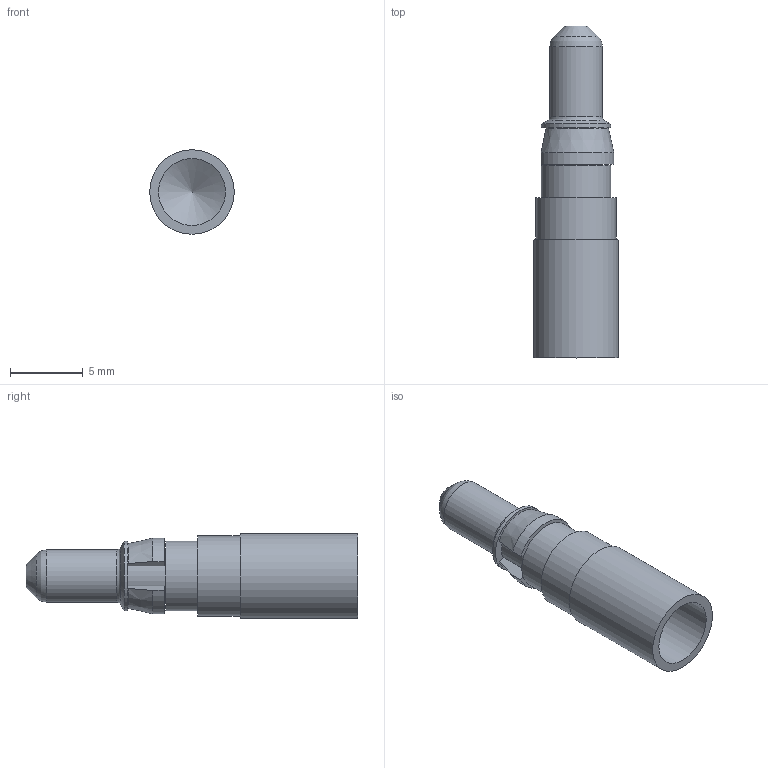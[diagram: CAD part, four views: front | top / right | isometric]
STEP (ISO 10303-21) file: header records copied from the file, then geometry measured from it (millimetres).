
FILE_DESCRIPTION(/* description */ (''),/* implementation_level */ '2;1');
FILE_NAME(/* name */ '100119726ugm000_c.stp',/* time_stamp */ '2019-10-22T12:27:39+02:00',/* author */ (''),/* organization */ (''),/* preprocessor_version */ 'ST-DEVELOPER v16.7',/* originating_system */ 'SIEMENS PLM Software NX 12.0',/* authorisation */ '');
FILE_SCHEMA (('AUTOMOTIVE_DESIGN { 1 0 10303 214 3 1 1 1 }'));
Length unit declared in the file: millimetre
Products named in the file (1): 100119726ugm000_c
Bounding box: 5.8 x 22.8 x 5.8 mm (x, y, z)
Volume: 303.6 mm3; surface area: 538.3 mm2
Topology: 1 solids, 1 shells, 24 faces, 53 edges, 35 vertices
Faces by surface type: plane 10, cylinder 8, cone 4, bspline 2
Full cylindrical faces by diameter (mm): 3.6 x2, 4.6 x1, 4.75 x1, 4.8 x1, 5.5 x1, 5.8 x1
Entity records: 632 total; most frequent: CARTESIAN_POINT 131, DIRECTION 106, ORIENTED_EDGE 70, AXIS2_PLACEMENT_3D 48, EDGE_LOOP 41, FACE_BOUND 35, EDGE_CURVE 35, VERTEX_POINT 31
